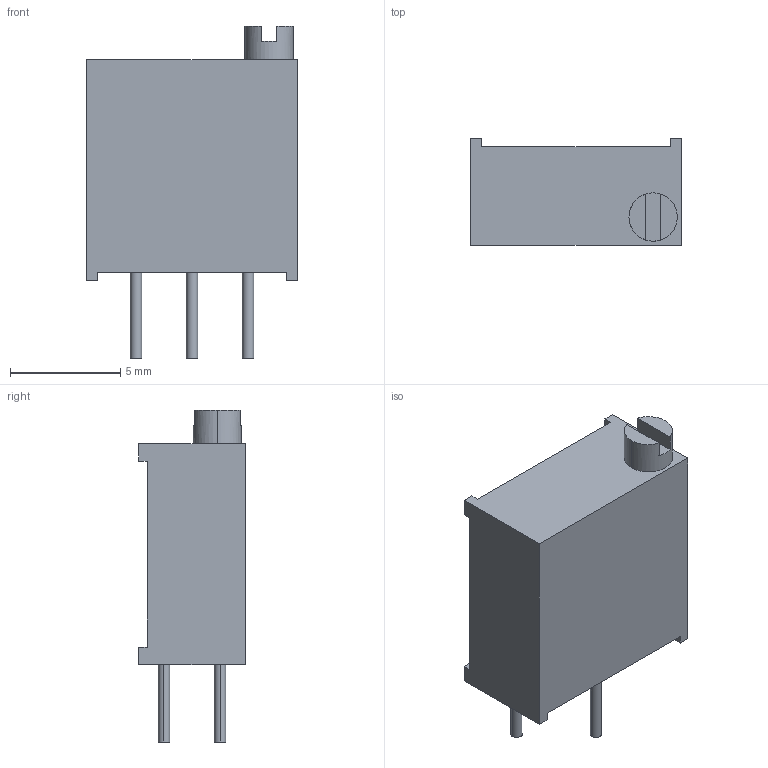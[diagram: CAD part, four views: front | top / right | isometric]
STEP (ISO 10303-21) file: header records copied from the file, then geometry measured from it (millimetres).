
FILE_DESCRIPTION (( 'STEP AP214' ), '1' );
FILE_NAME ('RES-ADJ-TH_L9.5-W4.8-P2.54_3296Y.step', '2022-07-28T08:44:28', ( '' ), ( '' ), 'SwSTEP 2.0', 'SolidWorks 2020', '' );
FILE_SCHEMA (( 'AUTOMOTIVE_DESIGN' ));
Length unit declared in the file: millimetre
Products named in the file (1): RES-ADJ-TH_L9.5-W4.8-P2.54_3296Y
Bounding box: 9.53 x 4.83 x 15.05 mm (x, y, z)
Volume: 418.6 mm3; surface area: 397.1 mm2
Topology: 1 solids, 1 shells, 260 faces, 705 edges, 470 vertices
Faces by surface type: plane 154, bspline 98, cylinder 8
Entity records: 11535 total; most frequent: CARTESIAN_POINT 2742, ORIENTED_EDGE 1410, DIRECTION 851, EDGE_CURVE 705, VECTOR 485, LINE 485, VERTEX_POINT 470, EDGE_LOOP 283
